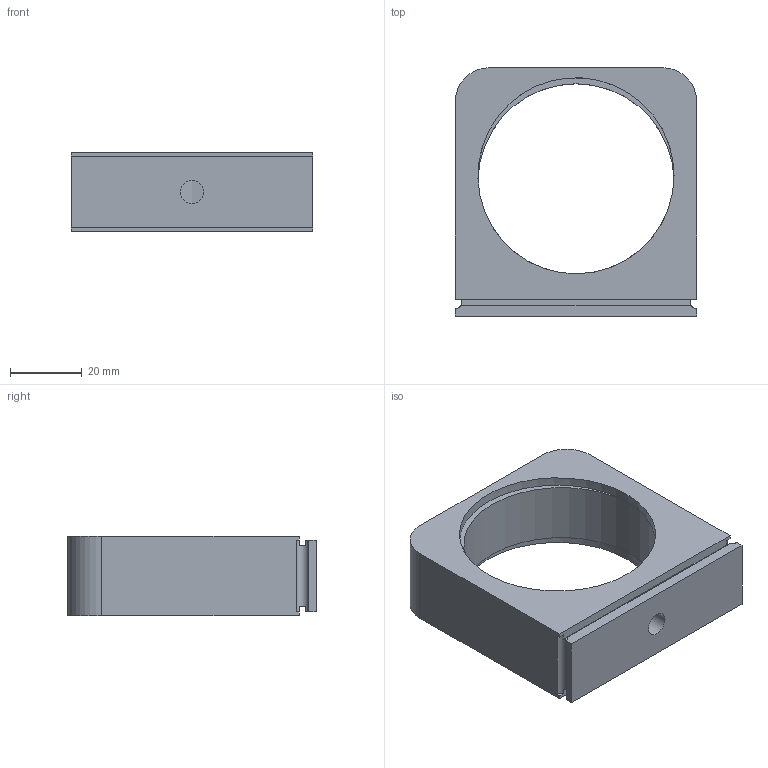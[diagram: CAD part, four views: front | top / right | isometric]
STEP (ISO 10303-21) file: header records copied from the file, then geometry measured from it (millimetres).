
FILE_DESCRIPTION( ( 'STEP AP203' ), '1' );
FILE_NAME( 'FLEXA RQHG 5030.028.248.stp', '2020-03-26T11:27:13', ( 'License CC BY-ND 4.0' ), ( 'CADENAS' ), ' ', 'PARTsolutions', ' ' );
FILE_SCHEMA( ( 'CONFIG_CONTROL_DESIGN' ) );
Length unit declared in the file: millimetre
Products named in the file (1): _FLEXA RQHG 5030.028.248
Bounding box: 67 x 69 x 22 mm (x, y, z)
Volume: 47790.7 mm3; surface area: 15079.6 mm2
Topology: 1 solids, 1 shells, 34 faces, 89 edges, 58 vertices
Faces by surface type: plane 25, cylinder 9
Full cylindrical faces by diameter (mm): 6.5 x1, 11 x1, 54.5 x3
Entity records: 1118 total; most frequent: CARTESIAN_POINT 248, DIRECTION 178, ORIENTED_EDGE 160, EDGE_CURVE 80, AXIS2_PLACEMENT_3D 64, VERTEX_POINT 54, LINE 50, VECTOR 50
